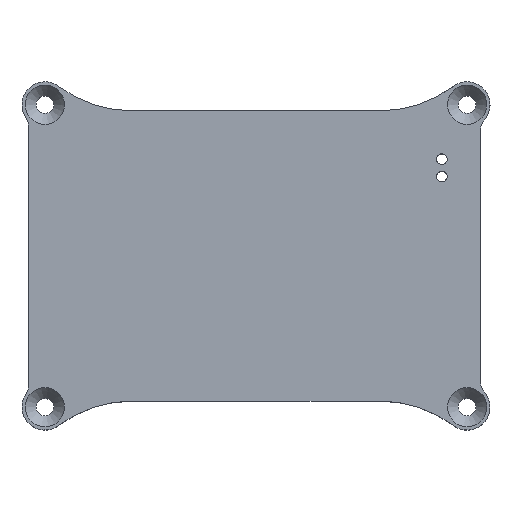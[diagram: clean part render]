
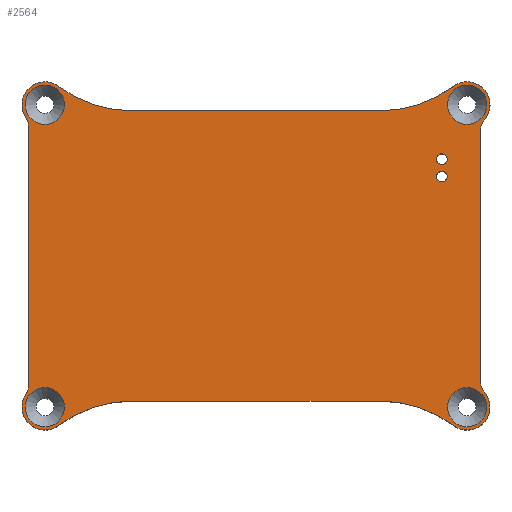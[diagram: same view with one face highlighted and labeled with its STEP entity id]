
A CAD part, top view. The second image highlights one B-rep face of the part: STEP entity #2564.
In plain terms, the highlighted planar face has unit normal (0, 0, 1).
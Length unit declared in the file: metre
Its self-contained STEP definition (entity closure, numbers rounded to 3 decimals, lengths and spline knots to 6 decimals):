
#134=CIRCLE('',#2759,0.003429);
#135=CIRCLE('',#2760,0.004763);
#136=CIRCLE('',#2761,0.0254);
#137=CIRCLE('',#2762,0.0254);
#138=CIRCLE('',#2763,0.004763);
#139=CIRCLE('',#2764,0.003429);
#140=CIRCLE('',#2765,0.003429);
#141=CIRCLE('',#2766,0.004763);
#142=CIRCLE('',#2767,0.0254);
#143=CIRCLE('',#2768,0.0254);
#144=CIRCLE('',#2769,0.004763);
#145=CIRCLE('',#2770,0.003429);
#146=CIRCLE('',#2771,0.004089);
#147=CIRCLE('',#2772,0.004085);
#148=CIRCLE('',#2773,0.004085);
#149=CIRCLE('',#2774,0.004085);
#150=CIRCLE('',#2775,0.001105);
#151=CIRCLE('',#2776,0.001105);
#330=ORIENTED_EDGE('',*,*,#1116,.F.);
#331=ORIENTED_EDGE('',*,*,#1117,.T.);
#332=ORIENTED_EDGE('',*,*,#1118,.T.);
#333=ORIENTED_EDGE('',*,*,#1119,.T.);
#334=ORIENTED_EDGE('',*,*,#1102,.T.);
#335=ORIENTED_EDGE('',*,*,#1120,.T.);
#336=ORIENTED_EDGE('',*,*,#1121,.T.);
#337=ORIENTED_EDGE('',*,*,#1122,.F.);
#338=ORIENTED_EDGE('',*,*,#1123,.T.);
#339=ORIENTED_EDGE('',*,*,#1124,.F.);
#340=ORIENTED_EDGE('',*,*,#1125,.T.);
#341=ORIENTED_EDGE('',*,*,#1126,.T.);
#342=ORIENTED_EDGE('',*,*,#1127,.T.);
#343=ORIENTED_EDGE('',*,*,#1128,.T.);
#344=ORIENTED_EDGE('',*,*,#1129,.T.);
#345=ORIENTED_EDGE('',*,*,#1130,.T.);
#346=ORIENTED_EDGE('',*,*,#1131,.F.);
#347=ORIENTED_EDGE('',*,*,#1132,.F.);
#348=ORIENTED_EDGE('',*,*,#1133,.F.);
#349=ORIENTED_EDGE('',*,*,#1134,.F.);
#350=ORIENTED_EDGE('',*,*,#1135,.T.);
#351=ORIENTED_EDGE('',*,*,#1136,.T.);
#1102=EDGE_CURVE('',#1495,#1494,#1731,.T.);
#1116=EDGE_CURVE('',#1508,#1509,#1738,.T.);
#1117=EDGE_CURVE('',#1508,#1510,#134,.F.);
#1118=EDGE_CURVE('',#1510,#1511,#135,.T.);
#1119=EDGE_CURVE('',#1511,#1495,#136,.T.);
#1120=EDGE_CURVE('',#1494,#1512,#137,.T.);
#1121=EDGE_CURVE('',#1512,#1513,#138,.T.);
#1122=EDGE_CURVE('',#1514,#1513,#139,.T.);
#1123=EDGE_CURVE('',#1514,#1515,#1739,.T.);
#1124=EDGE_CURVE('',#1516,#1515,#140,.T.);
#1125=EDGE_CURVE('',#1516,#1517,#141,.T.);
#1126=EDGE_CURVE('',#1517,#1518,#142,.T.);
#1127=EDGE_CURVE('',#1518,#1519,#1740,.T.);
#1128=EDGE_CURVE('',#1519,#1520,#143,.T.);
#1129=EDGE_CURVE('',#1520,#1521,#144,.T.);
#1130=EDGE_CURVE('',#1521,#1509,#145,.F.);
#1131=EDGE_CURVE('',#1522,#1522,#146,.T.);
#1132=EDGE_CURVE('',#1523,#1523,#147,.T.);
#1133=EDGE_CURVE('',#1524,#1524,#148,.T.);
#1134=EDGE_CURVE('',#1525,#1525,#149,.T.);
#1135=EDGE_CURVE('',#1526,#1526,#150,.T.);
#1136=EDGE_CURVE('',#1527,#1527,#151,.T.);
#1494=VERTEX_POINT('',#3974);
#1495=VERTEX_POINT('',#3976);
#1508=VERTEX_POINT('',#4005);
#1509=VERTEX_POINT('',#4006);
#1510=VERTEX_POINT('',#4008);
#1511=VERTEX_POINT('',#4010);
#1512=VERTEX_POINT('',#4013);
#1513=VERTEX_POINT('',#4015);
#1514=VERTEX_POINT('',#4017);
#1515=VERTEX_POINT('',#4019);
#1516=VERTEX_POINT('',#4021);
#1517=VERTEX_POINT('',#4023);
#1518=VERTEX_POINT('',#4025);
#1519=VERTEX_POINT('',#4027);
#1520=VERTEX_POINT('',#4029);
#1521=VERTEX_POINT('',#4031);
#1522=VERTEX_POINT('',#4034);
#1523=VERTEX_POINT('',#4036);
#1524=VERTEX_POINT('',#4038);
#1525=VERTEX_POINT('',#4040);
#1526=VERTEX_POINT('',#4042);
#1527=VERTEX_POINT('',#4044);
#1731=LINE('',#3975,#1962);
#1738=LINE('',#4004,#1969);
#1739=LINE('',#4018,#1970);
#1740=LINE('',#4026,#1971);
#1962=VECTOR('',#3116,1.);
#1969=VECTOR('',#3141,1.);
#1970=VECTOR('',#3154,1.);
#1971=VECTOR('',#3161,1.);
#2175=EDGE_LOOP('',(#330,#331,#332,#333,#334,#335,#336,#337,#338,#339,#340,
#341,#342,#343,#344,#345));
#2176=EDGE_LOOP('',(#346));
#2177=EDGE_LOOP('',(#347));
#2178=EDGE_LOOP('',(#348));
#2179=EDGE_LOOP('',(#349));
#2180=EDGE_LOOP('',(#350));
#2181=EDGE_LOOP('',(#351));
#2341=FACE_BOUND('',#2175,.T.);
#2342=FACE_BOUND('',#2176,.T.);
#2343=FACE_BOUND('',#2177,.T.);
#2344=FACE_BOUND('',#2178,.T.);
#2345=FACE_BOUND('',#2179,.T.);
#2346=FACE_BOUND('',#2180,.T.);
#2347=FACE_BOUND('',#2181,.T.);
#2504=PLANE('',#2758);
#2564=ADVANCED_FACE('',(#2341,#2342,#2343,#2344,#2345,#2346,#2347),#2504,
 .T.);
#2758=AXIS2_PLACEMENT_3D('',#4003,#3139,#3140);
#2759=AXIS2_PLACEMENT_3D('',#4007,#3142,#3143);
#2760=AXIS2_PLACEMENT_3D('',#4009,#3144,#3145);
#2761=AXIS2_PLACEMENT_3D('',#4011,#3146,#3147);
#2762=AXIS2_PLACEMENT_3D('',#4012,#3148,#3149);
#2763=AXIS2_PLACEMENT_3D('',#4014,#3150,#3151);
#2764=AXIS2_PLACEMENT_3D('',#4016,#3152,#3153);
#2765=AXIS2_PLACEMENT_3D('',#4020,#3155,#3156);
#2766=AXIS2_PLACEMENT_3D('',#4022,#3157,#3158);
#2767=AXIS2_PLACEMENT_3D('',#4024,#3159,#3160);
#2768=AXIS2_PLACEMENT_3D('',#4028,#3162,#3163);
#2769=AXIS2_PLACEMENT_3D('',#4030,#3164,#3165);
#2770=AXIS2_PLACEMENT_3D('',#4032,#3166,#3167);
#2771=AXIS2_PLACEMENT_3D('',#4033,#3168,#3169);
#2772=AXIS2_PLACEMENT_3D('',#4035,#3170,#3171);
#2773=AXIS2_PLACEMENT_3D('',#4037,#3172,#3173);
#2774=AXIS2_PLACEMENT_3D('',#4039,#3174,#3175);
#2775=AXIS2_PLACEMENT_3D('',#4041,#3176,#3177);
#2776=AXIS2_PLACEMENT_3D('',#4043,#3178,#3179);
#3116=DIRECTION('',(-1.,0.,0.));
#3139=DIRECTION('',(0.,0.,1.));
#3140=DIRECTION('',(1.,0.,0.));
#3141=DIRECTION('',(0.,-1.,0.));
#3142=DIRECTION('',(0.,0.,1.));
#3143=DIRECTION('',(1.,0.,0.));
#3144=DIRECTION('',(0.,0.,1.));
#3145=DIRECTION('',(0.868,-0.496,0.));
#3146=DIRECTION('',(0.,0.,-1.));
#3147=DIRECTION('',(0.6,-0.8,0.));
#3148=DIRECTION('',(0.,0.,-1.));
#3149=DIRECTION('',(0.,-1.,0.));
#3150=DIRECTION('',(0.,0.,1.));
#3151=DIRECTION('',(0.6,0.8,0.));
#3152=DIRECTION('',(0.,0.,1.));
#3153=DIRECTION('',(1.,0.,0.));
#3154=DIRECTION('',(0.,-1.,0.));
#3155=DIRECTION('',(0.,0.,1.));
#3156=DIRECTION('',(1.,0.,0.));
#3157=DIRECTION('',(0.,0.,1.));
#3158=DIRECTION('',(-0.758,0.652,0.));
#3159=DIRECTION('',(0.,0.,-1.));
#3160=DIRECTION('',(-0.6,0.8,0.));
#3161=DIRECTION('',(1.,0.,0.));
#3162=DIRECTION('',(0.,0.,-1.));
#3163=DIRECTION('',(0.,1.,0.));
#3164=DIRECTION('',(0.,0.,1.));
#3165=DIRECTION('',(-0.6,-0.8,0.));
#3166=DIRECTION('',(0.,0.,1.));
#3167=DIRECTION('',(1.,0.,0.));
#3168=DIRECTION('',(0.,0.,1.));
#3169=DIRECTION('',(1.,0.,0.));
#3170=DIRECTION('',(0.,0.,1.));
#3171=DIRECTION('',(1.,0.,0.));
#3172=DIRECTION('',(0.,0.,1.));
#3173=DIRECTION('',(1.,0.,0.));
#3174=DIRECTION('',(0.,0.,1.));
#3175=DIRECTION('',(1.,0.,0.));
#3176=DIRECTION('',(0.,0.,-1.));
#3177=DIRECTION('',(1.,0.,0.));
#3178=DIRECTION('',(0.,0.,-1.));
#3179=DIRECTION('',(1.,0.,0.));
#3974=CARTESIAN_POINT('',(0.018097,0.061595,0.));
#3975=CARTESIAN_POINT('',(0.043878,0.061595,0.));
#3976=CARTESIAN_POINT('',(0.069659,0.061595,0.));
#4003=CARTESIAN_POINT('',(0.093816,-0.006373,0.));
#4004=CARTESIAN_POINT('',(0.090551,0.031432,0.));
#4005=CARTESIAN_POINT('',(0.090551,0.057538,0.));
#4006=CARTESIAN_POINT('',(0.090551,0.005327,0.));
#4007=CARTESIAN_POINT('',(0.09398,0.057538,0.));
#4008=CARTESIAN_POINT('',(0.091375,0.059768,0.));
#4009=CARTESIAN_POINT('',(0.087757,0.062865,0.));
#4010=CARTESIAN_POINT('',(0.084899,0.066675,0.));
#4011=CARTESIAN_POINT('',(0.069659,0.086995,0.));
#4012=CARTESIAN_POINT('',(0.018097,0.086995,0.));
#4013=CARTESIAN_POINT('',(0.002857,0.066675,0.));
#4014=CARTESIAN_POINT('',(0.,0.062865,0.));
#4015=CARTESIAN_POINT('',(-0.003979,0.060249,0.));
#4016=CARTESIAN_POINT('',(-0.006845,0.058365,0.));
#4017=CARTESIAN_POINT('',(-0.003416,0.058365,0.));
#4018=CARTESIAN_POINT('',(-0.003416,0.031432,0.));
#4019=CARTESIAN_POINT('',(-0.003416,0.0045,0.));
#4020=CARTESIAN_POINT('',(-0.006845,0.0045,0.));
#4021=CARTESIAN_POINT('',(-0.003979,0.002616,0.));
#4022=CARTESIAN_POINT('',(0.,0.,0.));
#4023=CARTESIAN_POINT('',(0.002857,-0.00381,0.));
#4024=CARTESIAN_POINT('',(0.018097,-0.02413,0.));
#4025=CARTESIAN_POINT('',(0.018097,0.00127,0.));
#4026=CARTESIAN_POINT('',(0.043878,0.00127,0.));
#4027=CARTESIAN_POINT('',(0.069659,0.00127,0.));
#4028=CARTESIAN_POINT('',(0.069659,-0.02413,0.));
#4029=CARTESIAN_POINT('',(0.084899,-0.00381,0.));
#4030=CARTESIAN_POINT('',(0.087757,0.,0.));
#4031=CARTESIAN_POINT('',(0.091375,0.003097,0.));
#4032=CARTESIAN_POINT('',(0.09398,0.005327,0.));
#4033=CARTESIAN_POINT('',(0.,0.,0.));
#4034=CARTESIAN_POINT('',(0.004089,0.,0.));
#4035=CARTESIAN_POINT('',(0.,0.062865,0.));
#4036=CARTESIAN_POINT('',(0.004085,0.062865,0.));
#4037=CARTESIAN_POINT('',(0.087757,0.,0.));
#4038=CARTESIAN_POINT('',(0.091842,0.,0.));
#4039=CARTESIAN_POINT('',(0.087757,0.062865,0.));
#4040=CARTESIAN_POINT('',(0.091842,0.062865,0.));
#4041=CARTESIAN_POINT('',(0.082512,0.051533,0.));
#4042=CARTESIAN_POINT('',(0.083616,0.051533,0.));
#4043=CARTESIAN_POINT('',(0.082512,0.047933,0.));
#4044=CARTESIAN_POINT('',(0.083616,0.047933,0.));
